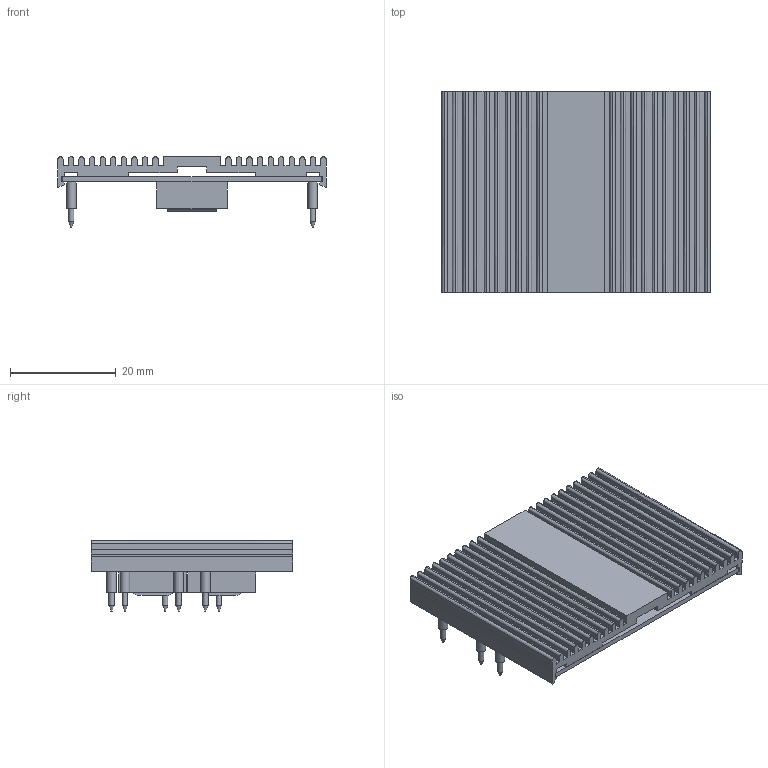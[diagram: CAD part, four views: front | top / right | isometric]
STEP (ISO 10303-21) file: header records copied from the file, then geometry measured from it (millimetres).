
FILE_DESCRIPTION(('FreeCAD Model'),'2;1');
FILE_NAME('Meanwell_NSD15_S_cp.step','2019-09-28T01:15:58',( 'kicad StepUp'),('ksu MCAD'),'Open CASCADE STEP processor 7.3', 'FreeCAD','Unknown');
FILE_SCHEMA(('AUTOMOTIVE_DESIGN { 1 0 10303 214 1 1 1 1 }'));
Length unit declared in the file: millimetre
Products named in the file (1): Meanwell_NSD15_S_cp
Bounding box: 50.8 x 38.1 x 13.33 mm (x, y, z)
Volume: 8445.3 mm3; surface area: 13386.8 mm2
Topology: 12 solids, 12 shells, 218 faces, 558 edges, 370 vertices
Faces by surface type: extrusion 134, plane 58, cylinder 20, cone 6
Full cylindrical faces by diameter (mm): 1 x6, 1.8 x6
Entity records: 7893 total; most frequent: CARTESIAN_POINT 1669, ORIENTED_EDGE 1116, DIRECTION 640, EDGE_CURVE 558, VECTOR 378, VERTEX_POINT 370, B_SPLINE_CURVE_WITH_KNOTS 282, LINE 244
